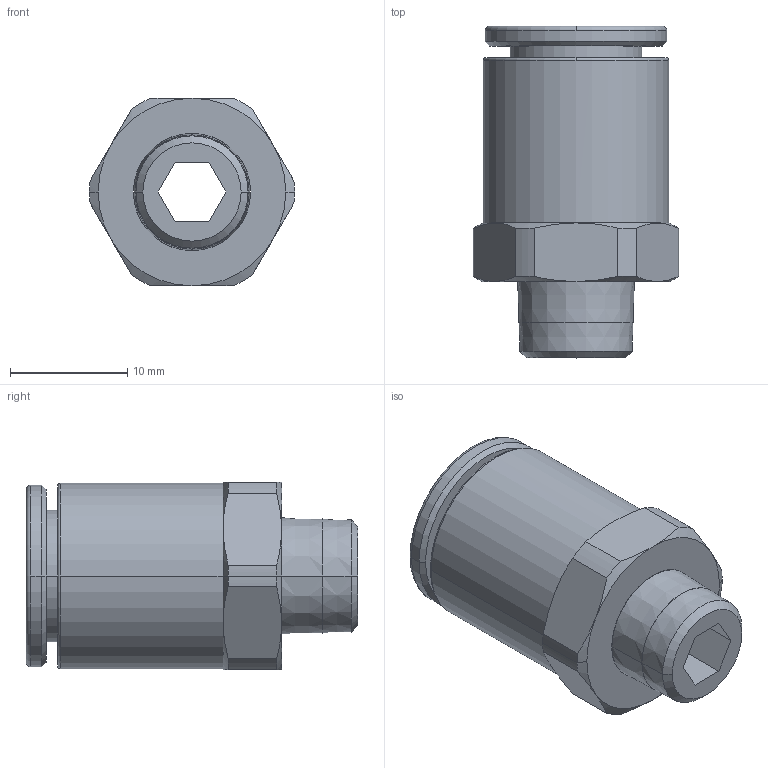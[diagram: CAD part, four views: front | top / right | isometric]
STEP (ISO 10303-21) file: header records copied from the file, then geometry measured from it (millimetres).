
FILE_DESCRIPTION(('STEP AP214'),'1');
FILE_NAME('3175_10_10.stp','2016-07-07T14:14:34',('TraceParts'),('TraceParts S.A.'),'Spatial InterOp 3D',' ',' ');
FILE_SCHEMA(('automotive_design'));
Length unit declared in the file: millimetre
Products named in the file (1): 1
Bounding box: 17.5 x 28.3 x 16 mm (x, y, z)
Volume: 2893.8 mm3; surface area: 2632.7 mm2
Topology: 2 solids, 2 shells, 66 faces, 158 edges, 99 vertices
Faces by surface type: cone 24, plane 21, cylinder 16, torus 5
Entity records: 1965 total; most frequent: CARTESIAN_POINT 418, DIRECTION 346, ORIENTED_EDGE 312, EDGE_CURVE 156, AXIS2_PLACEMENT_3D 147, VERTEX_POINT 99, CIRCLE 80, EDGE_LOOP 75
